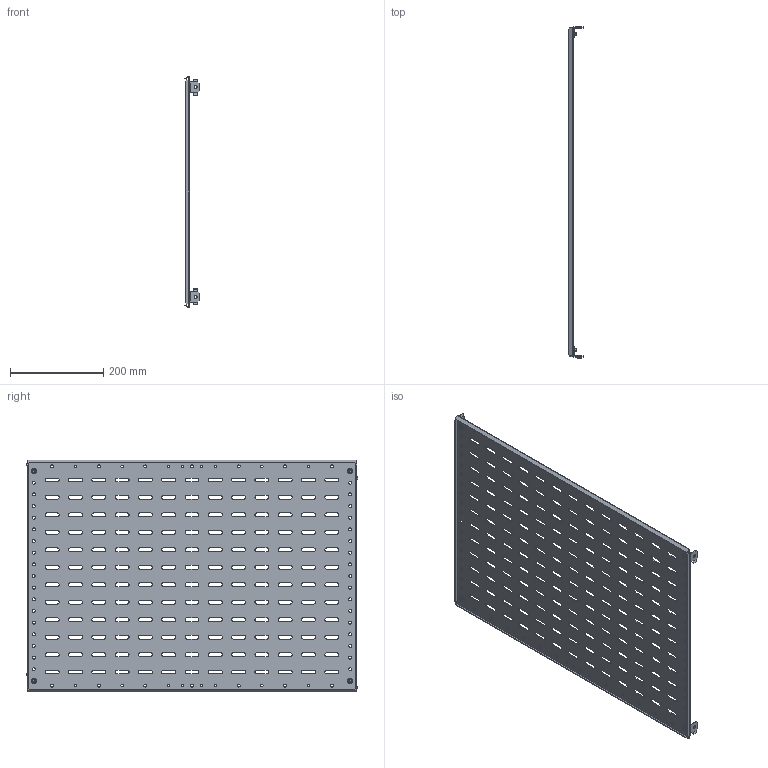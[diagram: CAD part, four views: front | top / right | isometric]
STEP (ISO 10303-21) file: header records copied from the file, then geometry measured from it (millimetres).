
FILE_DESCRIPTION (( 'STEP AP203' ), '1' );
FILE_NAME ('FO-00-SWF-050-080 FORMAT Ïåðåãîðîäêà ñåêöèîíèðîâàíèÿ çàäíÿÿ 500õ800 IEK.STEP', '2024-07-04T09:26:47', ( '' ), ( '' ), 'SwSTEP 2.0', 'SolidWorks 2022', '' );
FILE_SCHEMA (( 'CONFIG_CONTROL_DESIGN' ));
Length unit declared in the file: millimetre
Products named in the file (1): FO-00-SWF-050-080 FORMAT Перегородка секционирования задняя 500х800 IEK
Bounding box: 30.52 x 711.5 x 497.66 mm (x, y, z)
Volume: 507636.8 mm3; surface area: 696707.4 mm2
Topology: 9 solids, 9 shells, 1200 faces, 3490 edges, 2316 vertices
Faces by surface type: cylinder 696, plane 472, cone 16, torus 16
Entity records: 41147 total; most frequent: DIRECTION 7332, CARTESIAN_POINT 7007, ORIENTED_EDGE 6980, EDGE_CURVE 3490, AXIS2_PLACEMENT_3D 2641, VERTEX_POINT 2316, LINE 2050, VECTOR 2050
